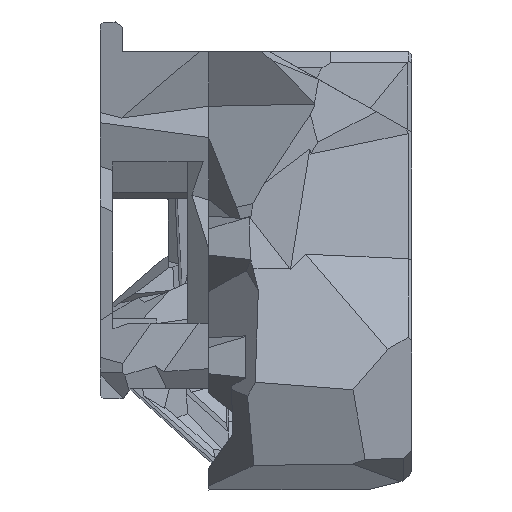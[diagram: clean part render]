
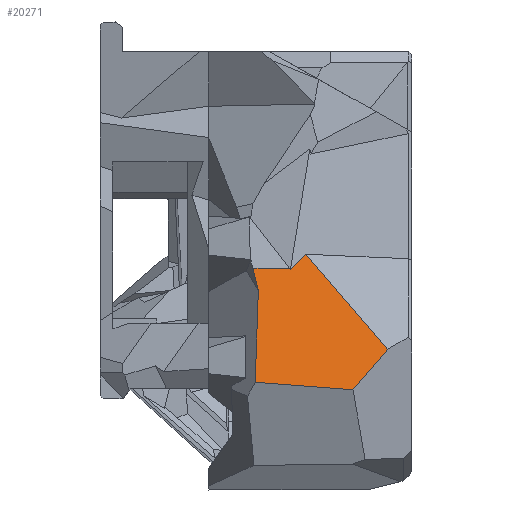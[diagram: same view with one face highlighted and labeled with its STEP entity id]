
A CAD part, left-side view. The second image highlights one B-rep face of the part: STEP entity #20271.
In plain terms, the highlighted planar face has unit normal (-0.966, 0, 0.261).
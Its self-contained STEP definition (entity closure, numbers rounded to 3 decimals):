
#1669=PLANE('',#21429);
#2513=FACE_OUTER_BOUND('',#3565,.T.);
#3565=EDGE_LOOP('',(#17346,#17347,#17348,#17349,#17350,#17351,#17352,#17353));
#5724=LINE('',#37636,#7736);
#5728=LINE('',#37643,#7740);
#5739=LINE('',#37665,#7751);
#5740=LINE('',#37667,#7752);
#5741=LINE('',#37669,#7753);
#5742=LINE('',#37671,#7754);
#5743=LINE('',#37673,#7755);
#5744=LINE('',#37674,#7756);
#7736=VECTOR('',#24915,10.);
#7740=VECTOR('',#24921,10.);
#7751=VECTOR('',#24944,10.);
#7752=VECTOR('',#24945,10.);
#7753=VECTOR('',#24946,10.);
#7754=VECTOR('',#24947,10.);
#7755=VECTOR('',#24948,10.);
#7756=VECTOR('',#24949,10.);
#9573=VERTEX_POINT('',#37633);
#9574=VERTEX_POINT('',#37635);
#9576=VERTEX_POINT('',#37641);
#9581=VERTEX_POINT('',#37664);
#9582=VERTEX_POINT('',#37666);
#9583=VERTEX_POINT('',#37668);
#9584=VERTEX_POINT('',#37670);
#9585=VERTEX_POINT('',#37672);
#12321=EDGE_CURVE('',#9574,#9573,#5724,.T.);
#12325=EDGE_CURVE('',#9576,#9573,#5728,.T.);
#12336=EDGE_CURVE('',#9581,#9576,#5739,.T.);
#12337=EDGE_CURVE('',#9581,#9582,#5740,.F.);
#12338=EDGE_CURVE('',#9583,#9582,#5741,.T.);
#12339=EDGE_CURVE('',#9584,#9583,#5742,.T.);
#12340=EDGE_CURVE('',#9585,#9584,#5743,.T.);
#12341=EDGE_CURVE('',#9574,#9585,#5744,.T.);
#17346=ORIENTED_EDGE('',*,*,#12321,.T.);
#17347=ORIENTED_EDGE('',*,*,#12325,.F.);
#17348=ORIENTED_EDGE('',*,*,#12336,.F.);
#17349=ORIENTED_EDGE('',*,*,#12337,.T.);
#17350=ORIENTED_EDGE('',*,*,#12338,.F.);
#17351=ORIENTED_EDGE('',*,*,#12339,.F.);
#17352=ORIENTED_EDGE('',*,*,#12340,.F.);
#17353=ORIENTED_EDGE('',*,*,#12341,.F.);
#20271=ADVANCED_FACE('',(#2513),#1669,.F.);
#21429=AXIS2_PLACEMENT_3D('',#37663,#24942,#24943);
#24915=DIRECTION('',(0.2,0.64,0.742));
#24921=DIRECTION('',(0.185,-0.705,0.685));
#24942=DIRECTION('center_axis',(0.965,0.,
-0.261));
#24943=DIRECTION('ref_axis',(-0.261,0.,-0.965));
#24944=DIRECTION('',(-0.21,-0.59,-0.779));
#24945=DIRECTION('',(0.,-1.,0.));
#24946=DIRECTION('',(0.254,0.23,0.94));
#24947=DIRECTION('',(0.26,-0.033,0.965));
#24948=DIRECTION('',(0.02,0.997,0.075));
#24949=DIRECTION('',(-0.2,0.64,-0.742));
#37633=CARTESIAN_POINT('',(-30.604,-13.131,34.17));
#37635=CARTESIAN_POINT('',(-34.062,-24.186,21.352));
#37636=CARTESIAN_POINT('',(-33.525,-22.468,23.344));
#37641=CARTESIAN_POINT('',(-31.151,-11.042,32.142));
#37643=CARTESIAN_POINT('',(-28.391,-21.577,42.369));
#37663=CARTESIAN_POINT('Origin',(-31.121,-27.5,32.254));
#37664=CARTESIAN_POINT('',(-31.121,-10.956,32.254));
#37665=CARTESIAN_POINT('',(-31.026,-10.692,32.604));
#37666=CARTESIAN_POINT('',(-31.121,-5.979,32.254));
#37667=CARTESIAN_POINT('',(-31.121,-27.5,32.254));
#37668=CARTESIAN_POINT('',(-31.929,-6.712,29.257));
#37669=CARTESIAN_POINT('',(-27.9,-3.061,44.189));
#37670=CARTESIAN_POINT('',(-35.265,-6.292,16.896));
#37671=CARTESIAN_POINT('',(-30.401,-6.905,34.919));
#37672=CARTESIAN_POINT('',(-35.534,-19.483,15.897));
#37673=CARTESIAN_POINT('',(-35.564,-20.969,15.785));
#37674=CARTESIAN_POINT('',(-34.793,-21.852,18.645));
